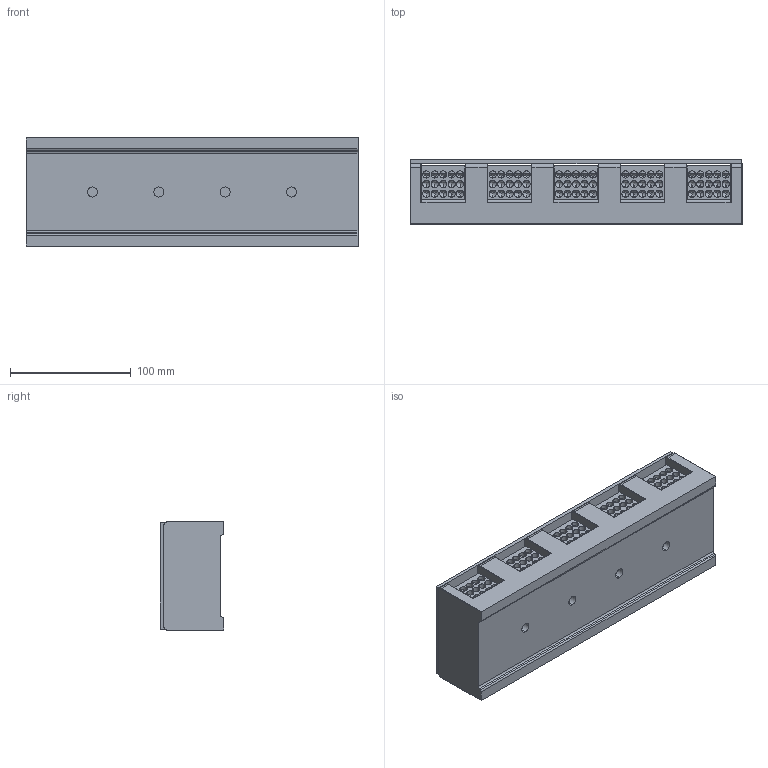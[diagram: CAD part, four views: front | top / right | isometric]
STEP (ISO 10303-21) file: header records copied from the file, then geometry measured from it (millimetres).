
FILE_DESCRIPTION((''),'2;1');
FILE_NAME('UDJ-4005_15_10','2024-07-05T',('dell'),(''),'PRO/ENGINEER BY PARAMETRIC TECHNOLOGY CORPORATION, 2013230','PRO/ENGINEER BY PARAMETRIC TECHNOLOGY CORPORATION, 2013230','');
FILE_SCHEMA(('AUTOMOTIVE_DESIGN { 1 0 10303 214 1 1 1 1 }'));
Products named in the file (1): UDJ-4005_15_10
Bounding box: 275 x 53 x 90 mm (x, y, z)
Volume: 921246.3 mm3; surface area: 237295.2 mm2
Topology: 5 solids, 46 shells, 3953 faces, 11155 edges, 6960 vertices
Faces by surface type: plane 2056, cylinder 1057, cone 500, sphere 150, bspline 144, torus 44, extrusion 2
Entity records: 137349 total; most frequent: CARTESIAN_POINT 37658, ORIENTED_EDGE 21390, DIRECTION 20165, EDGE_CURVE 10695, AXIS2_PLACEMENT_3D 7017, VERTEX_POINT 6960, VECTOR 6131, LINE 6129
